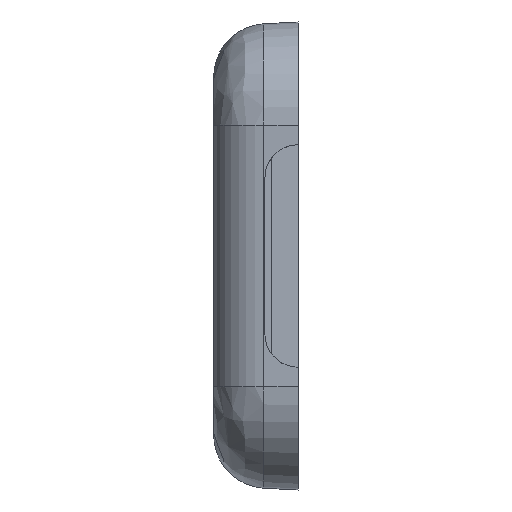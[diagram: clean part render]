
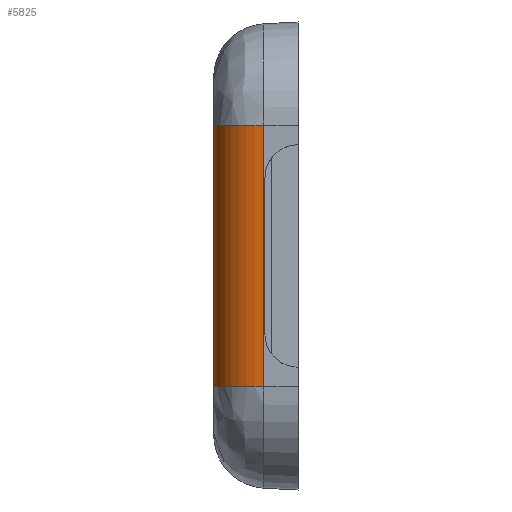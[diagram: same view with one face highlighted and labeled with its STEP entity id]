
A CAD part, left-side view. The second image highlights one B-rep face of the part: STEP entity #5825.
In plain terms, the highlighted cylindrical face has radius 2 mm (diameter 4 mm), a partial arc.
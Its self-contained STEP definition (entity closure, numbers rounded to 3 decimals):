
#419=CYLINDRICAL_SURFACE('',#6165,2.);
#613=CIRCLE('',#6162,2.);
#615=CIRCLE('',#6166,2.);
#905=FACE_OUTER_BOUND('',#1235,.T.);
#1235=EDGE_LOOP('',(#5230,#5231,#5232,#5233));
#1366=LINE('',#8790,#1840);
#1720=LINE('',#11662,#2194);
#1840=VECTOR('',#6466,10.);
#2194=VECTOR('',#7218,10.);
#2343=VERTEX_POINT('',#8787);
#2344=VERTEX_POINT('',#8789);
#2779=VERTEX_POINT('',#11659);
#2780=VERTEX_POINT('',#11661);
#2958=EDGE_CURVE('',#2344,#2343,#1366,.T.);
#3618=EDGE_CURVE('',#2780,#2779,#1720,.T.);
#3627=EDGE_CURVE('',#2343,#2780,#613,.T.);
#3630=EDGE_CURVE('',#2344,#2779,#615,.T.);
#5230=ORIENTED_EDGE('',*,*,#3627,.T.);
#5231=ORIENTED_EDGE('',*,*,#3618,.T.);
#5232=ORIENTED_EDGE('',*,*,#3630,.F.);
#5233=ORIENTED_EDGE('',*,*,#2958,.T.);
#5825=ADVANCED_FACE('',(#905),#419,.T.);
#6162=AXIS2_PLACEMENT_3D('',#11693,#7234,#7235);
#6165=AXIS2_PLACEMENT_3D('',#11697,#7241,#7242);
#6166=AXIS2_PLACEMENT_3D('',#11698,#7243,#7244);
#6466=DIRECTION('',(0.,0.,1.));
#7218=DIRECTION('',(0.,0.,-1.));
#7234=DIRECTION('center_axis',(0.,0.,-1.));
#7235=DIRECTION('ref_axis',(-0.999,0.052,0.));
#7241=DIRECTION('center_axis',(0.,0.,1.));
#7242=DIRECTION('ref_axis',(-0.688,0.725,0.));
#7243=DIRECTION('center_axis',(0.,0.,-1.));
#7244=DIRECTION('ref_axis',(-0.999,0.052,0.));
#8787=CARTESIAN_POINT('',(-17.182,1.705,4.95));
#8789=CARTESIAN_POINT('',(-17.182,1.705,-4.95));
#8790=CARTESIAN_POINT('',(-17.182,1.705,-2.475));
#11659=CARTESIAN_POINT('',(-15.184,3.6,-4.95));
#11661=CARTESIAN_POINT('',(-15.184,3.6,4.95));
#11662=CARTESIAN_POINT('',(-15.184,3.6,-2.475));
#11693=CARTESIAN_POINT('Origin',(-15.184,1.6,4.95));
#11697=CARTESIAN_POINT('Origin',(-15.184,1.6,-2.475));
#11698=CARTESIAN_POINT('Origin',(-15.184,1.6,-4.95));
